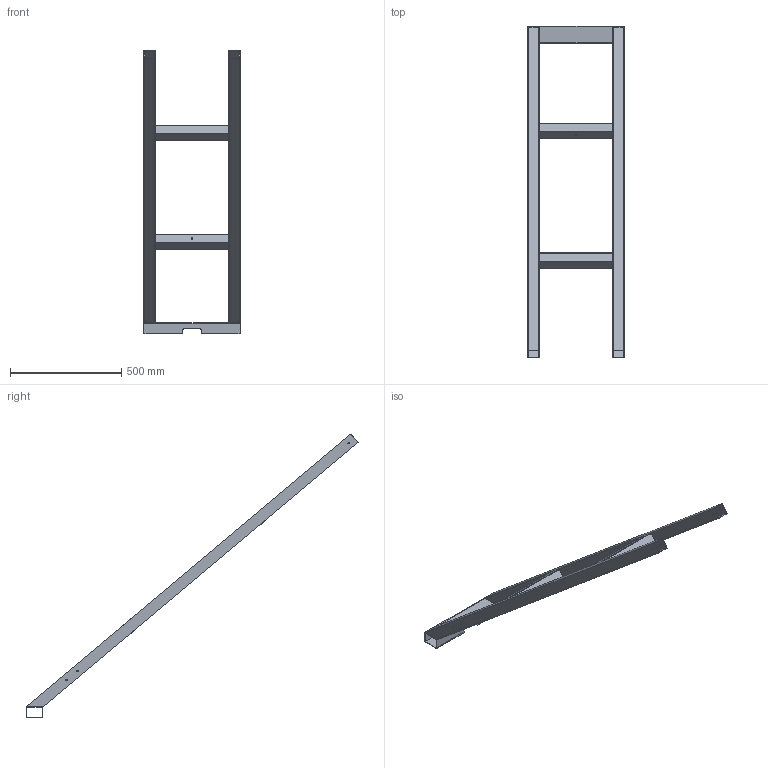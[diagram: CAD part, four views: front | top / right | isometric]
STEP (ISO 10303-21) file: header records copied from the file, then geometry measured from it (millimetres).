
FILE_DESCRIPTION(/* description */ (''),/* implementation_level */ '2;1');
FILE_NAME(/* name */ 'GE-18078.iam.stp',/* time_stamp */ '2018-01-01T11:23:23-08:00',/* author */ ('PhillipD'),/* organization */ (''),/* preprocessor_version */ 'ST-DEVELOPER v16.13',/* originating_system */ 'Autodesk Inventor 2018',/* authorisation */ '');
FILE_SCHEMA (('AUTOMOTIVE_DESIGN { 1 0 10303 214 3 1 1 }'));
Length unit declared in the file: inch
Products named in the file (5): GE-18078; GE-18078-4; GE-18078-3; GE-18078-2; GE-18078-1
Assembly tree (5 placements, depth 2):
  GE-18078
    GE-18078-4
    GE-18078-3
    GE-18078-2  x2
    GE-18078-1
Bounding box: 431.8 x 1491.97 x 1275.31 mm (x, y, z)
Volume: 2966624 mm3; surface area: 1877940.6 mm2
Topology: 5 solids, 5 shells, 74 faces, 198 edges, 132 vertices
Faces by surface type: plane 56, cylinder 18
Full cylindrical faces by diameter (mm): 6.731 x4, 6.756 x10
Entity records: 2033 total; most frequent: CARTESIAN_POINT 320, DIRECTION 308, ORIENTED_EDGE 296, EDGE_CURVE 148, LINE 124, VECTOR 124, VERTEX_POINT 104, AXIS2_PLACEMENT_3D 92
